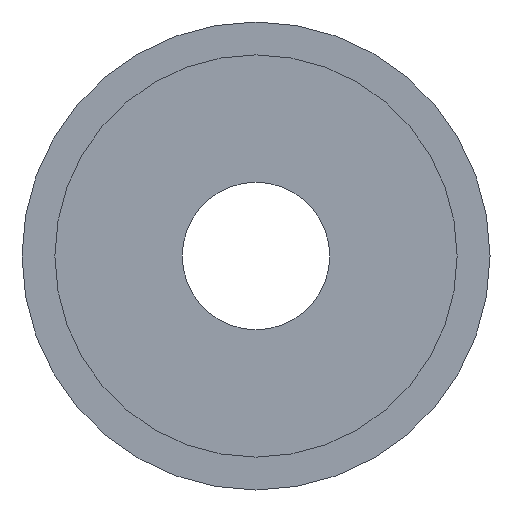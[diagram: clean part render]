
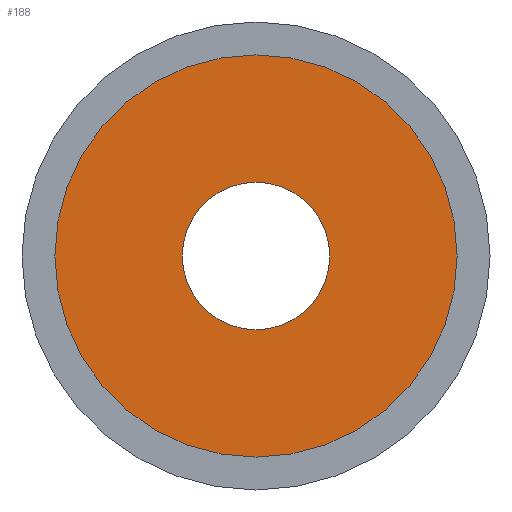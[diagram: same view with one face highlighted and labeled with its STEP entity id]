
A CAD part, left-side view. The second image highlights one B-rep face of the part: STEP entity #188.
In plain terms, the highlighted planar face has unit normal (-1, 0, 0).
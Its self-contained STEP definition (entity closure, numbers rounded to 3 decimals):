
#6 = AXIS2_PLACEMENT_3D ( 'NONE', #204, #128, #73 ) ;
#7 = AXIS2_PLACEMENT_3D ( 'NONE', #243, #193, #267 ) ;
#12 = AXIS2_PLACEMENT_3D ( 'NONE', #71, #24, #158 ) ;
#13 = VERTEX_POINT ( 'NONE', #99 ) ;
#24 = DIRECTION ( 'NONE',  ( -1., 0., 0. ) ) ;
#42 = DIRECTION ( 'NONE',  ( 0., 0., -1. ) ) ;
#44 = EDGE_CURVE ( 'NONE', #184, #13, #67, .T. ) ;
#46 = EDGE_CURVE ( 'NONE', #284, #111, #260, .T. ) ;
#56 = EDGE_CURVE ( 'NONE', #13, #184, #318, .T. ) ;
#67 = CIRCLE ( 'NONE', #7, 15. ) ;
#68 = ORIENTED_EDGE ( 'NONE', *, *, #141, .T. ) ;
#71 = CARTESIAN_POINT ( 'NONE',  ( 2., 0., 0. ) ) ;
#73 = DIRECTION ( 'NONE',  ( 0., 1., 0. ) ) ;
#83 = DIRECTION ( 'NONE',  ( 1., 0., 0. ) ) ;
#85 = PLANE ( 'NONE',  #6 ) ;
#97 = ORIENTED_EDGE ( 'NONE', *, *, #56, .T. ) ;
#99 = CARTESIAN_POINT ( 'NONE',  ( 2., 0., -15. ) ) ;
#103 = CARTESIAN_POINT ( 'NONE',  ( 2., 0., 15. ) ) ;
#104 = FACE_BOUND ( 'NONE', #210, .T. ) ;
#111 = VERTEX_POINT ( 'NONE', #231 ) ;
#128 = DIRECTION ( 'NONE',  ( 1., 0., 0. ) ) ;
#134 = CIRCLE ( 'NONE', #309, 5.5 ) ;
#140 = AXIS2_PLACEMENT_3D ( 'NONE', #269, #144, #42 ) ;
#141 = EDGE_CURVE ( 'NONE', #111, #284, #134, .T. ) ;
#144 = DIRECTION ( 'NONE',  ( 1., 0., 0. ) ) ;
#150 = FACE_OUTER_BOUND ( 'NONE', #201, .T. ) ;
#158 = DIRECTION ( 'NONE',  ( 0., 0., 1. ) ) ;
#180 = DIRECTION ( 'NONE',  ( 0., 0., -1. ) ) ;
#184 = VERTEX_POINT ( 'NONE', #103 ) ;
#188 = ADVANCED_FACE ( 'NONE', ( #104, #150 ), #85, .F. ) ;
#193 = DIRECTION ( 'NONE',  ( -1., 0., 0. ) ) ;
#201 = EDGE_LOOP ( 'NONE', ( #97, #219 ) ) ;
#203 = CARTESIAN_POINT ( 'NONE',  ( 2., 0., 0. ) ) ;
#204 = CARTESIAN_POINT ( 'NONE',  ( 2., 0., 0. ) ) ;
#210 = EDGE_LOOP ( 'NONE', ( #68, #265 ) ) ;
#219 = ORIENTED_EDGE ( 'NONE', *, *, #44, .T. ) ;
#231 = CARTESIAN_POINT ( 'NONE',  ( 2., 0., -5.5 ) ) ;
#243 = CARTESIAN_POINT ( 'NONE',  ( 2., 0., 0. ) ) ;
#260 = CIRCLE ( 'NONE', #140, 5.5 ) ;
#262 = CARTESIAN_POINT ( 'NONE',  ( 2., 0., 5.5 ) ) ;
#265 = ORIENTED_EDGE ( 'NONE', *, *, #46, .T. ) ;
#267 = DIRECTION ( 'NONE',  ( 0., 0., 1. ) ) ;
#269 = CARTESIAN_POINT ( 'NONE',  ( 2., 0., 0. ) ) ;
#284 = VERTEX_POINT ( 'NONE', #262 ) ;
#309 = AXIS2_PLACEMENT_3D ( 'NONE', #203, #83, #180 ) ;
#318 = CIRCLE ( 'NONE', #12, 15. ) ;
